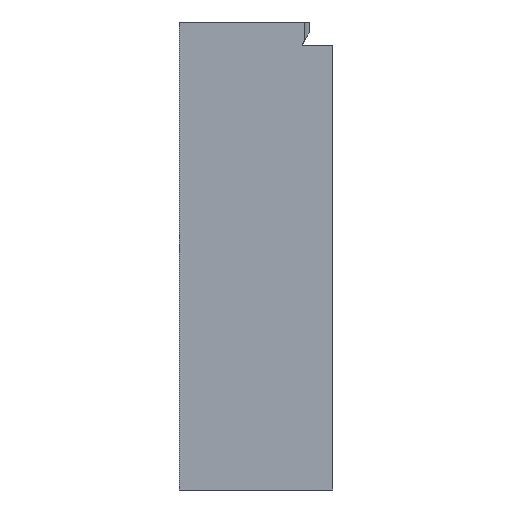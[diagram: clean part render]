
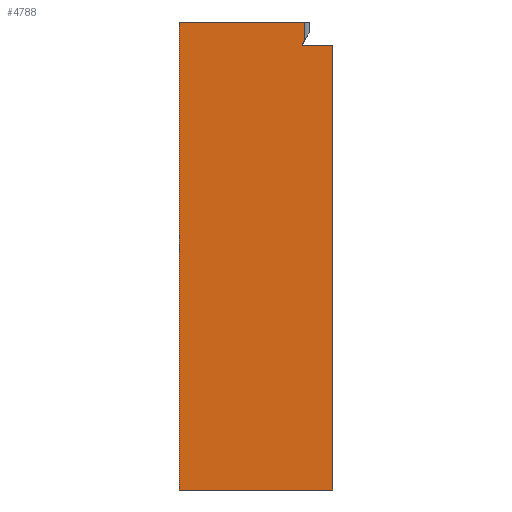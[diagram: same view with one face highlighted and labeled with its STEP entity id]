
A CAD part, left-side view. The second image highlights one B-rep face of the part: STEP entity #4788.
In plain terms, the highlighted planar face has unit normal (-1, 0, 0).
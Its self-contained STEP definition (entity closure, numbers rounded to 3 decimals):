
#1059=FACE_OUTER_BOUND('',#1337,.T.);
#1337=EDGE_LOOP('',(#4325,#4326,#4327,#4328,#4329,#4330,#4331));
#1570=LINE('',#7651,#1962);
#1604=LINE('',#7727,#1996);
#1666=LINE('',#7906,#2058);
#1667=LINE('',#7928,#2059);
#1723=LINE('',#8131,#2115);
#1726=LINE('',#8137,#2118);
#1729=LINE('',#8142,#2121);
#1962=VECTOR('',#6228,10.);
#1996=VECTOR('',#6280,10.);
#2058=VECTOR('',#6452,10.);
#2059=VECTOR('',#6493,10.);
#2115=VECTOR('',#6737,10.);
#2118=VECTOR('',#6742,10.);
#2121=VECTOR('',#6747,10.);
#2364=VERTEX_POINT('',#7648);
#2365=VERTEX_POINT('',#7650);
#2398=VERTEX_POINT('',#7725);
#2460=VERTEX_POINT('',#7904);
#2461=VERTEX_POINT('',#7926);
#2514=VERTEX_POINT('',#8130);
#2516=VERTEX_POINT('',#8136);
#2877=EDGE_CURVE('',#2365,#2364,#1570,.T.);
#2915=EDGE_CURVE('',#2364,#2398,#1604,.T.);
#3005=EDGE_CURVE('',#2398,#2460,#1666,.T.);
#3016=EDGE_CURVE('',#2460,#2461,#1667,.T.);
#3117=EDGE_CURVE('',#2514,#2365,#1723,.T.);
#3120=EDGE_CURVE('',#2516,#2461,#1726,.T.);
#3123=EDGE_CURVE('',#2516,#2514,#1729,.T.);
#4325=ORIENTED_EDGE('',*,*,#3117,.T.);
#4326=ORIENTED_EDGE('',*,*,#2877,.T.);
#4327=ORIENTED_EDGE('',*,*,#2915,.T.);
#4328=ORIENTED_EDGE('',*,*,#3005,.T.);
#4329=ORIENTED_EDGE('',*,*,#3016,.T.);
#4330=ORIENTED_EDGE('',*,*,#3120,.F.);
#4331=ORIENTED_EDGE('',*,*,#3123,.T.);
#4516=PLANE('',#5324);
#4788=ADVANCED_FACE('',(#1059),#4516,.T.);
#5324=AXIS2_PLACEMENT_3D('',#8144,#6749,#6750);
#6228=DIRECTION('',(0.,0.,1.));
#6280=DIRECTION('',(0.,1.,0.));
#6452=DIRECTION('',(0.,-0.5,0.866));
#6493=DIRECTION('',(0.,0.,1.));
#6737=DIRECTION('',(0.,-1.,0.));
#6742=DIRECTION('',(0.,-1.,0.));
#6747=DIRECTION('',(0.,0.,-1.));
#6749=DIRECTION('center_axis',(-1.,0.,0.));
#6750=DIRECTION('ref_axis',(0.,1.,0.));
#7648=CARTESIAN_POINT('',(-99.75,-10.,27.5));
#7650=CARTESIAN_POINT('',(-99.75,-10.,-30.5));
#7651=CARTESIAN_POINT('',(-99.75,-10.,30.5));
#7725=CARTESIAN_POINT('',(-99.75,-6.,27.5));
#7727=CARTESIAN_POINT('',(-99.75,-5.,27.5));
#7904=CARTESIAN_POINT('',(-99.75,-6.354,28.114));
#7906=CARTESIAN_POINT('',(-99.75,-5.9,27.326));
#7926=CARTESIAN_POINT('',(-99.75,-6.354,30.5));
#7928=CARTESIAN_POINT('',(-99.75,-6.354,30.5));
#8130=CARTESIAN_POINT('',(-99.75,10.,-30.5));
#8131=CARTESIAN_POINT('',(-99.75,0.,-30.5));
#8136=CARTESIAN_POINT('',(-99.75,10.,30.5));
#8137=CARTESIAN_POINT('',(-99.75,0.,30.5));
#8142=CARTESIAN_POINT('',(-99.75,10.,30.5));
#8144=CARTESIAN_POINT('Origin',(-99.75,6.354,30.5));
